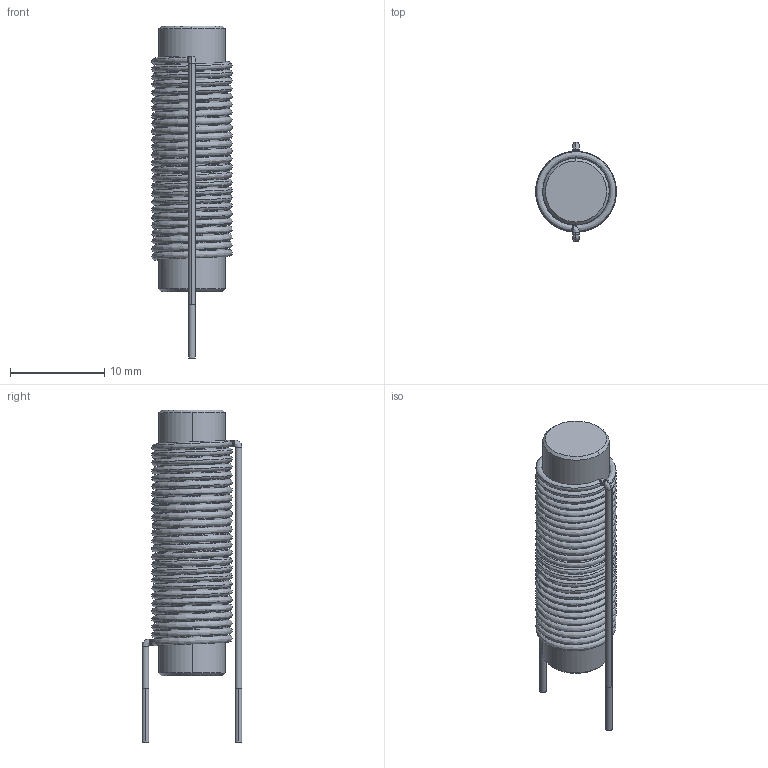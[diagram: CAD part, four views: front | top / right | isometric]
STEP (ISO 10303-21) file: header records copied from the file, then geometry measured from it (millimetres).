
FILE_DESCRIPTION(('FreeCAD Model'),'2;1');
FILE_NAME('Open CASCADE Shape Model','2025-04-26T04:27:37',('FreeCAD'),( 'FreeCAD'),'Open CASCADE STEP processor 7.6','FreeCAD','Unknown');
FILE_SCHEMA(('AUTOMOTIVE_DESIGN { 1 0 10303 214 1 1 1 1 }'));
Products named in the file (1): Open CASCADE STEP translator 7.6 1
Bounding box: 8.56 x 10.57 x 35.23 mm (x, y, z)
Volume: 1361.8 mm3; surface area: 2192.1 mm2
Topology: 8 solids, 8 shells, 52 faces, 90 edges, 54 vertices
Faces by surface type: bspline 52
Entity records: 181752 total; most frequent: CARTESIAN_POINT 181197, ORIENTED_EDGE 180, EDGE_CURVE 90, VERTEX_POINT 54, ADVANCED_FACE 52, FACE_BOUND 52, EDGE_LOOP 52, B_SPLINE_CURVE_WITH_KNOTS 28
